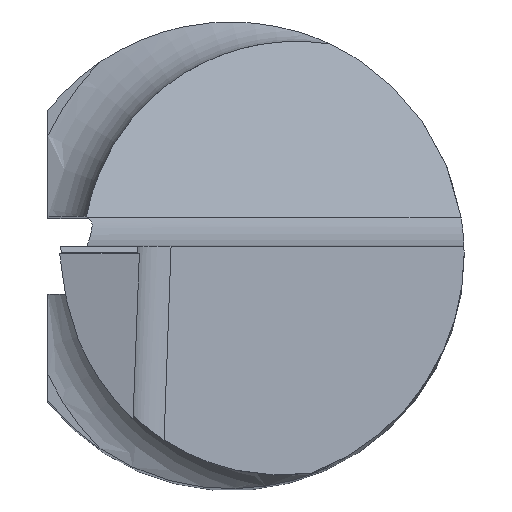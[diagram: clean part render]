
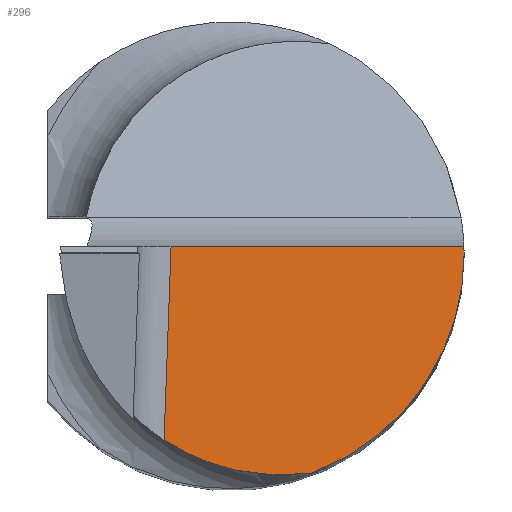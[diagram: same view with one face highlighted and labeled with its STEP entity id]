
A CAD part, top view. The second image highlights one B-rep face of the part: STEP entity #296.
In plain terms, the highlighted planar face has unit normal (0.259, -0.052, 0.965).
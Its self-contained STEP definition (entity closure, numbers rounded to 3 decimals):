
#65 = ORIENTED_EDGE ( 'NONE', *, *, #906, .T. ) ;
#152 = CARTESIAN_POINT ( 'NONE',  ( 3., 0., 22.863 ) ) ;
#154 = CARTESIAN_POINT ( 'NONE',  ( -0.767, 0.1, 23.878 ) ) ;
#183 = EDGE_CURVE ( 'NONE', #525, #896, #724, .T. ) ;
#296 = ADVANCED_FACE ( 'NONE', ( #1046 ), #440, .T. ) ;
#307 = CARTESIAN_POINT ( 'NONE',  ( 2.998, 0.1, 22.869 ) ) ;
#324 = EDGE_CURVE ( 'NONE', #896, #1086, #1138, .T. ) ;
#377 = EDGE_LOOP ( 'NONE', ( #411, #65, #1038, #620, #1205 ) ) ;
#385 = CARTESIAN_POINT ( 'NONE',  ( 3., -1.299, 22.792 ) ) ;
#411 = ORIENTED_EDGE ( 'NONE', *, *, #977, .F. ) ;
#440 = PLANE ( 'NONE',  #992 ) ;
#486 = CARTESIAN_POINT ( 'NONE',  ( 3., 0., 22.863 ) ) ;
#525 = VERTEX_POINT ( 'NONE', #152 ) ;
#530 = CARTESIAN_POINT ( 'NONE',  ( -0.58, -2.569, 23.683 ) ) ;
#541 = CARTESIAN_POINT ( 'NONE',  ( 2.217, 0.1, 23.078 ) ) ;
#547 = CARTESIAN_POINT ( 'NONE',  ( 0.374, -2.845, 23.412 ) ) ;
#611 = CARTESIAN_POINT ( 'NONE',  ( -0.767, 0.089, 23.877 ) ) ;
#620 = ORIENTED_EDGE ( 'NONE', *, *, #324, .T. ) ;
#630 = DIRECTION ( 'NONE',  ( 0.036, 0.998, 0.045 ) ) ;
#705 = CARTESIAN_POINT ( 'NONE',  ( 1.038, -2.815, 23.236 ) ) ;
#719 = DIRECTION ( 'NONE',  ( -0.966, 0., 0.259 ) ) ;
#724 =( BOUNDED_CURVE ( )  B_SPLINE_CURVE ( 3, ( #486, #908, #765, #1182 ),
 .UNSPECIFIED., .F., .T. ) 
 B_SPLINE_CURVE_WITH_KNOTS ( ( 4, 4 ),
 ( 0.2, 0.233 ),
 .UNSPECIFIED. ) 
 CURVE ( )  GEOMETRIC_REPRESENTATION_ITEM ( )  RATIONAL_B_SPLINE_CURVE ( ( 1., 1., 1., 1. ) ) 
 REPRESENTATION_ITEM ( '' )  );
#739 = CARTESIAN_POINT ( 'NONE',  ( 2.217, 0.1, 23.078 ) ) ;
#741 = LINE ( 'NONE', #611, #1123 ) ;
#765 = CARTESIAN_POINT ( 'NONE',  ( 2.999, 0.067, 22.867 ) ) ;
#784 = EDGE_CURVE ( 'NONE', #879, #1086, #741, .T. ) ;
#805 = CARTESIAN_POINT ( 'NONE',  ( 1.038, -2.815, 23.236 ) ) ;
#831 = DIRECTION ( 'NONE',  ( -0.966, 0., 0.259 ) ) ;
#867 = CARTESIAN_POINT ( 'NONE',  ( -0.27, -2.7, 23.593 ) ) ;
#879 = VERTEX_POINT ( 'NONE', #1029 ) ;
#891 = VERTEX_POINT ( 'NONE', #805 ) ;
#896 = VERTEX_POINT ( 'NONE', #307 ) ;
#906 = EDGE_CURVE ( 'NONE', #891, #525, #998, .T. ) ;
#908 = CARTESIAN_POINT ( 'NONE',  ( 3., 0.033, 22.865 ) ) ;
#977 = EDGE_CURVE ( 'NONE', #891, #879, #1331, .T. ) ;
#992 = AXIS2_PLACEMENT_3D ( 'NONE', #541, #1161, #719 ) ;
#998 =( BOUNDED_CURVE ( )  B_SPLINE_CURVE ( 3, ( #705, #1306, #385, #1004 ),
 .UNSPECIFIED., .F., .T. ) 
 B_SPLINE_CURVE_WITH_KNOTS ( ( 4, 4 ),
 ( 5.265, 6.483 ),
 .UNSPECIFIED. ) 
 CURVE ( )  GEOMETRIC_REPRESENTATION_ITEM ( )  RATIONAL_B_SPLINE_CURVE ( ( 1., 0.88, 0.88, 1. ) ) 
 REPRESENTATION_ITEM ( '' )  );
#1004 = CARTESIAN_POINT ( 'NONE',  ( 3., 0., 22.863 ) ) ;
#1029 = CARTESIAN_POINT ( 'NONE',  ( -0.857, -2.389, 23.767 ) ) ;
#1038 = ORIENTED_EDGE ( 'NONE', *, *, #183, .T. ) ;
#1046 = FACE_OUTER_BOUND ( 'NONE', #377, .T. ) ;
#1064 = CARTESIAN_POINT ( 'NONE',  ( -0.857, -2.389, 23.767 ) ) ;
#1086 = VERTEX_POINT ( 'NONE', #154 ) ;
#1119 = VECTOR ( 'NONE', #831, 1000. ) ;
#1123 = VECTOR ( 'NONE', #630, 1000. ) ;
#1138 = LINE ( 'NONE', #739, #1119 ) ;
#1161 = DIRECTION ( 'NONE',  ( 0.258, -0.052, 0.965 ) ) ;
#1170 = CARTESIAN_POINT ( 'NONE',  ( 0.709, -2.859, 23.322 ) ) ;
#1182 = CARTESIAN_POINT ( 'NONE',  ( 2.998, 0.1, 22.869 ) ) ;
#1205 = ORIENTED_EDGE ( 'NONE', *, *, #784, .F. ) ;
#1263 = CARTESIAN_POINT ( 'NONE',  ( 1.038, -2.815, 23.236 ) ) ;
#1306 = CARTESIAN_POINT ( 'NONE',  ( 2.257, -2.365, 22.934 ) ) ;
#1331 = B_SPLINE_CURVE_WITH_KNOTS ( 'NONE', 3,
 ( #1263, #1170, #547, #867, #530, #1064 ),
 .UNSPECIFIED., .F., .F.,
 ( 4, 2, 4 ),
 ( 0.001, 0.002, 0.003 ),
 .UNSPECIFIED. ) ;
